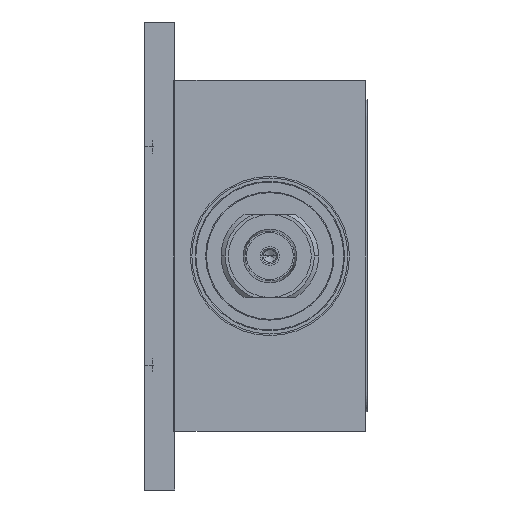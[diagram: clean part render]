
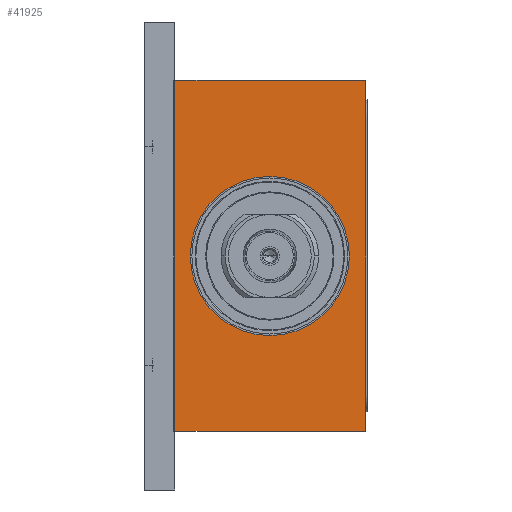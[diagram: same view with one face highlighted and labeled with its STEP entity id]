
A CAD part, left-side view. The second image highlights one B-rep face of the part: STEP entity #41925.
In plain terms, the highlighted face is planar.
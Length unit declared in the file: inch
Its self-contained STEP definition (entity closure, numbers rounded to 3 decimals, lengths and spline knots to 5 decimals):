
#3237 = VERTEX_POINT ( 'NONE', #74004 ) ;
#4195 = DIRECTION ( 'NONE',  ( 0., 0., 1. ) ) ;
#5736 = AXIS2_PLACEMENT_3D ( 'NONE', #93599, #12067, #28556 ) ;
#9111 = CIRCLE ( 'NONE', #5736, 0.51 ) ;
#12067 = DIRECTION ( 'NONE',  ( 1., 0., 0. ) ) ;
#12942 = VECTOR ( 'NONE', #78475, 39.37008 ) ;
#14219 = VERTEX_POINT ( 'NONE', #53517 ) ;
#15816 = AXIS2_PLACEMENT_3D ( 'NONE', #37081, #69360, #4195 ) ;
#17778 = CARTESIAN_POINT ( 'NONE',  ( 5.02728, -0.60317, 1.23 ) ) ;
#20031 = EDGE_CURVE ( 'NONE', #64556, #26451, #34473, .T. ) ;
#21130 = ORIENTED_EDGE ( 'NONE', *, *, #35252, .F. ) ;
#21343 = VERTEX_POINT ( 'NONE', #28624 ) ;
#23488 = AXIS2_PLACEMENT_3D ( 'NONE', #45481, #44954, #36982 ) ;
#24275 = LINE ( 'NONE', #25327, #57238 ) ;
#24739 = ORIENTED_EDGE ( 'NONE', *, *, #20031, .F. ) ;
#25327 = CARTESIAN_POINT ( 'NONE',  ( 5.02728, -2.85317, 1.23 ) ) ;
#26451 = VERTEX_POINT ( 'NONE', #17778 ) ;
#28556 = DIRECTION ( 'NONE',  ( 0., 0., -1. ) ) ;
#28608 = FACE_OUTER_BOUND ( 'NONE', #34437, .T. ) ;
#28624 = CARTESIAN_POINT ( 'NONE',  ( 5.02728, -2.85317, 0. ) ) ;
#28754 = CARTESIAN_POINT ( 'NONE',  ( 5.02728, -0.60317, 1.23 ) ) ;
#29283 = LINE ( 'NONE', #28754, #12942 ) ;
#34437 = EDGE_LOOP ( 'NONE', ( #79172, #76481, #24739, #104361 ) ) ;
#34473 = LINE ( 'NONE', #66738, #56641 ) ;
#34979 = DIRECTION ( 'NONE',  ( 0., 1., 0. ) ) ;
#35146 = VECTOR ( 'NONE', #53053, 39.37008 ) ;
#35252 = EDGE_CURVE ( 'NONE', #38734, #14219, #9111, .T. ) ;
#36626 = LINE ( 'NONE', #68892, #35146 ) ;
#36982 = DIRECTION ( 'NONE',  ( 0., 0., -1. ) ) ;
#37081 = CARTESIAN_POINT ( 'NONE',  ( 5.02728, -0.60317, 1.23 ) ) ;
#38734 = VERTEX_POINT ( 'NONE', #83882 ) ;
#41925 = ADVANCED_FACE ( 'NONE', ( #92586, #28608 ), #67252, .F. ) ;
#44954 = DIRECTION ( 'NONE',  ( 1., 0., 0. ) ) ;
#45481 = CARTESIAN_POINT ( 'NONE',  ( 5.02728, -1.72817, 0.615 ) ) ;
#45821 = EDGE_LOOP ( 'NONE', ( #21130, #71376 ) ) ;
#53053 = DIRECTION ( 'NONE',  ( 0., 1., 0. ) ) ;
#53517 = CARTESIAN_POINT ( 'NONE',  ( 5.02728, -1.72817, 1.125 ) ) ;
#56594 = DIRECTION ( 'NONE',  ( 0., 0., -1. ) ) ;
#56641 = VECTOR ( 'NONE', #34979, 39.37008 ) ;
#57238 = VECTOR ( 'NONE', #56594, 39.37008 ) ;
#64556 = VERTEX_POINT ( 'NONE', #104327 ) ;
#66738 = CARTESIAN_POINT ( 'NONE',  ( 5.02728, -0.60317, 1.23 ) ) ;
#67252 = PLANE ( 'NONE',  #15816 ) ;
#68892 = CARTESIAN_POINT ( 'NONE',  ( 5.02728, -0.60317, 0. ) ) ;
#69143 = CIRCLE ( 'NONE', #23488, 0.51 ) ;
#69360 = DIRECTION ( 'NONE',  ( -1., 0., 0. ) ) ;
#71376 = ORIENTED_EDGE ( 'NONE', *, *, #94558, .F. ) ;
#74004 = CARTESIAN_POINT ( 'NONE',  ( 5.02728, -0.60317, 0. ) ) ;
#76481 = ORIENTED_EDGE ( 'NONE', *, *, #77887, .F. ) ;
#77887 = EDGE_CURVE ( 'NONE', #26451, #3237, #29283, .T. ) ;
#78475 = DIRECTION ( 'NONE',  ( 0., 0., -1. ) ) ;
#79172 = ORIENTED_EDGE ( 'NONE', *, *, #102817, .T. ) ;
#79226 = EDGE_CURVE ( 'NONE', #64556, #21343, #24275, .T. ) ;
#83882 = CARTESIAN_POINT ( 'NONE',  ( 5.02728, -1.72817, 0.105 ) ) ;
#92586 = FACE_BOUND ( 'NONE', #45821, .T. ) ;
#93599 = CARTESIAN_POINT ( 'NONE',  ( 5.02728, -1.72817, 0.615 ) ) ;
#94558 = EDGE_CURVE ( 'NONE', #14219, #38734, #69143, .T. ) ;
#102817 = EDGE_CURVE ( 'NONE', #21343, #3237, #36626, .T. ) ;
#104327 = CARTESIAN_POINT ( 'NONE',  ( 5.02728, -2.85317, 1.23 ) ) ;
#104361 = ORIENTED_EDGE ( 'NONE', *, *, #79226, .T. ) ;
